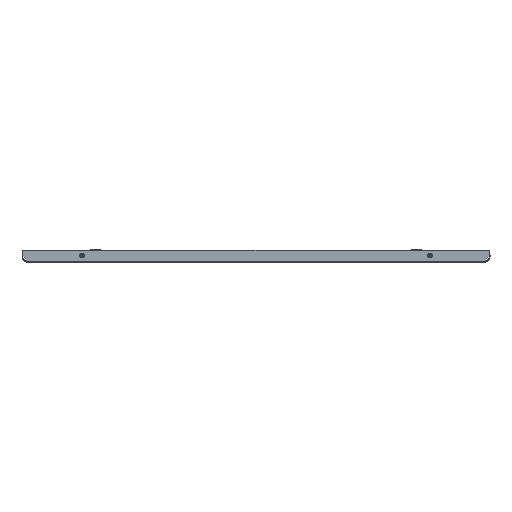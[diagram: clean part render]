
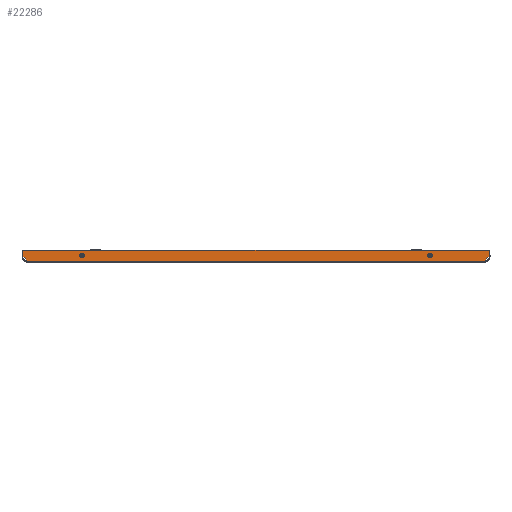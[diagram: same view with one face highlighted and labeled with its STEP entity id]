
A CAD part, front view. The second image highlights one B-rep face of the part: STEP entity #22286.
In plain terms, the highlighted planar face has unit normal (0, -1, 0).
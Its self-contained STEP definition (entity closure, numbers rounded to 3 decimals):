
#126 = DIRECTION ( 'NONE',  ( 0., 0., 1. ) ) ;
#127 = DIRECTION ( 'NONE',  ( 0., 1., 0. ) ) ;
#128 = CARTESIAN_POINT ( 'NONE',  ( 295.5, -877.5, 11. ) ) ;
#201 = DIRECTION ( 'NONE',  ( 0., 0., 1. ) ) ;
#203 = DIRECTION ( 'NONE',  ( 0., -1., 0. ) ) ;
#204 = CARTESIAN_POINT ( 'NONE',  ( -295.5, -877.5, 11. ) ) ;
#2083 = DIRECTION ( 'NONE',  ( 0., 0., 1. ) ) ;
#2119 = DIRECTION ( 'NONE',  ( 0., 1., 0. ) ) ;
#2128 = PLANE ( 'NONE',  #11784 ) ;
#2228 = CARTESIAN_POINT ( 'NONE',  ( -395.5, -877.5, 20. ) ) ;
#5765 = CARTESIAN_POINT ( 'NONE',  ( -401., -877.5, 14.504 ) ) ;
#5939 = DIRECTION ( 'NONE',  ( 0., 0., 1. ) ) ;
#6075 = CARTESIAN_POINT ( 'NONE',  ( 5.801, -877.5, -380.996 ) ) ;
#6278 = DIRECTION ( 'NONE',  ( -1., 0., 0. ) ) ;
#6297 = CARTESIAN_POINT ( 'NONE',  ( -395.5, -877.5, 20. ) ) ;
#6457 = CARTESIAN_POINT ( 'NONE',  ( 395.4, -877.5, 1.51 ) ) ;
#6458 = DIRECTION ( 'NONE',  ( 0., 0., 1. ) ) ;
#6552 = CARTESIAN_POINT ( 'NONE',  ( 295.5, -877.5, 11. ) ) ;
#6829 = DIRECTION ( 'NONE',  ( 0.707, 0., -0.707 ) ) ;
#6936 = DIRECTION ( 'NONE',  ( -0.707, 0., -0.707 ) ) ;
#6943 = DIRECTION ( 'NONE',  ( 0., 0., 1. ) ) ;
#6955 = CARTESIAN_POINT ( 'NONE',  ( -295.5, -877.5, 11. ) ) ;
#6990 = DIRECTION ( 'NONE',  ( 0., 1., 0. ) ) ;
#7145 = DIRECTION ( 'NONE',  ( 0., -1., 0. ) ) ;
#7216 = CARTESIAN_POINT ( 'NONE',  ( -395.5, -877.5, 1.51 ) ) ;
#7248 = CARTESIAN_POINT ( 'NONE',  ( -395.4, -877.5, 1.51 ) ) ;
#7376 = DIRECTION ( 'NONE',  ( -1., 0., 0. ) ) ;
#7392 = DIRECTION ( 'NONE',  ( 0., 0., 1. ) ) ;
#8752 = LINE ( 'NONE', #6297, #8753 ) ;
#8753 = VECTOR ( 'NONE', #6278, 1000. ) ;
#8780 = VECTOR ( 'NONE', #7376, 1000. ) ;
#8784 = LINE ( 'NONE', #7216, #8780 ) ;
#8786 = VECTOR ( 'NONE', #5939, 1000. ) ;
#8788 = LINE ( 'NONE', #7248, #8786 ) ;
#8794 = VECTOR ( 'NONE', #6829, 1000. ) ;
#8798 = LINE ( 'NONE', #5765, #8794 ) ;
#8825 = VECTOR ( 'NONE', #6458, 1000. ) ;
#8830 = LINE ( 'NONE', #6457, #8825 ) ;
#8847 = CIRCLE ( 'NONE', #29488, 4. ) ;
#8852 = CIRCLE ( 'NONE', #29491, 4. ) ;
#8918 = LINE ( 'NONE', #6075, #8919 ) ;
#8919 = VECTOR ( 'NONE', #6936, 1000. ) ;
#9003 = CIRCLE ( 'NONE', #29528, 4. ) ;
#9034 = CIRCLE ( 'NONE', #29461, 4. ) ;
#9491 = FACE_BOUND ( 'NONE', #29942, .T. ) ;
#9493 = FACE_BOUND ( 'NONE', #29940, .T. ) ;
#9500 = FACE_OUTER_BOUND ( 'NONE', #29934, .T. ) ;
#9884 = CARTESIAN_POINT ( 'NONE',  ( 395.4, -877.5, 8.9 ) ) ;
#9885 = CARTESIAN_POINT ( 'NONE',  ( -295.5, -877.5, 15. ) ) ;
#9953 = CARTESIAN_POINT ( 'NONE',  ( -395.4, -877.5, 20. ) ) ;
#10020 = CARTESIAN_POINT ( 'NONE',  ( 388.016, -877.5, 1.51 ) ) ;
#10110 = CARTESIAN_POINT ( 'NONE',  ( 395.4, -877.5, 20. ) ) ;
#10146 = CARTESIAN_POINT ( 'NONE',  ( 295.5, -877.5, 7. ) ) ;
#10353 = CARTESIAN_POINT ( 'NONE',  ( -395.4, -877.5, 8.9 ) ) ;
#10505 = CARTESIAN_POINT ( 'NONE',  ( 295.5, -877.5, 15. ) ) ;
#10537 = CARTESIAN_POINT ( 'NONE',  ( -295.5, -877.5, 7. ) ) ;
#10572 = CARTESIAN_POINT ( 'NONE',  ( -388.016, -877.5, 1.51 ) ) ;
#11784 = AXIS2_PLACEMENT_3D ( 'NONE', #2228, #2119, #2083 ) ;
#22286 = ADVANCED_FACE ( 'NONE', ( #9500, #9493, #9491 ), #2128, .F. ) ;
#23127 = ORIENTED_EDGE ( 'NONE', *, *, #25547, .F. ) ;
#23128 = ORIENTED_EDGE ( 'NONE', *, *, #25531, .T. ) ;
#23129 = ORIENTED_EDGE ( 'NONE', *, *, #25555, .F. ) ;
#23130 = ORIENTED_EDGE ( 'NONE', *, *, #25348, .F. ) ;
#23131 = ORIENTED_EDGE ( 'NONE', *, *, #25490, .T. ) ;
#23132 = ORIENTED_EDGE ( 'NONE', *, *, #25637, .T. ) ;
#23133 = ORIENTED_EDGE ( 'NONE', *, *, #25439, .T. ) ;
#23134 = ORIENTED_EDGE ( 'NONE', *, *, #25237, .T. ) ;
#23135 = ORIENTED_EDGE ( 'NONE', *, *, #25178, .F. ) ;
#23136 = ORIENTED_EDGE ( 'NONE', *, *, #25447, .F. ) ;
#25178 = EDGE_CURVE ( 'NONE', #32158, #32378, #9034, .T. ) ;
#25237 = EDGE_CURVE ( 'NONE', #32151, #32362, #9003, .T. ) ;
#25348 = EDGE_CURVE ( 'NONE', #32159, #32198, #8918, .T. ) ;
#25439 = EDGE_CURVE ( 'NONE', #32362, #32151, #8852, .T. ) ;
#25447 = EDGE_CURVE ( 'NONE', #32378, #32158, #8847, .T. ) ;
#25490 = EDGE_CURVE ( 'NONE', #32159, #32037, #8830, .T. ) ;
#25531 = EDGE_CURVE ( 'NONE', #32096, #32033, #8798, .T. ) ;
#25547 = EDGE_CURVE ( 'NONE', #32096, #32330, #8788, .T. ) ;
#25555 = EDGE_CURVE ( 'NONE', #32198, #32033, #8784, .T. ) ;
#25637 = EDGE_CURVE ( 'NONE', #32037, #32330, #8752, .T. ) ;
#29461 = AXIS2_PLACEMENT_3D ( 'NONE', #204, #203, #201 ) ;
#29488 = AXIS2_PLACEMENT_3D ( 'NONE', #6955, #7145, #7392 ) ;
#29491 = AXIS2_PLACEMENT_3D ( 'NONE', #6552, #6990, #6943 ) ;
#29528 = AXIS2_PLACEMENT_3D ( 'NONE', #128, #127, #126 ) ;
#29934 = EDGE_LOOP ( 'NONE', ( #23127, #23128, #23129, #23130, #23131, #23132 ) ) ;
#29940 = EDGE_LOOP ( 'NONE', ( #23133, #23134 ) ) ;
#29942 = EDGE_LOOP ( 'NONE', ( #23135, #23136 ) ) ;
#32033 = VERTEX_POINT ( 'NONE', #10572 ) ;
#32037 = VERTEX_POINT ( 'NONE', #10110 ) ;
#32096 = VERTEX_POINT ( 'NONE', #10353 ) ;
#32151 = VERTEX_POINT ( 'NONE', #10146 ) ;
#32158 = VERTEX_POINT ( 'NONE', #9885 ) ;
#32159 = VERTEX_POINT ( 'NONE', #9884 ) ;
#32198 = VERTEX_POINT ( 'NONE', #10020 ) ;
#32330 = VERTEX_POINT ( 'NONE', #9953 ) ;
#32362 = VERTEX_POINT ( 'NONE', #10505 ) ;
#32378 = VERTEX_POINT ( 'NONE', #10537 ) ;
